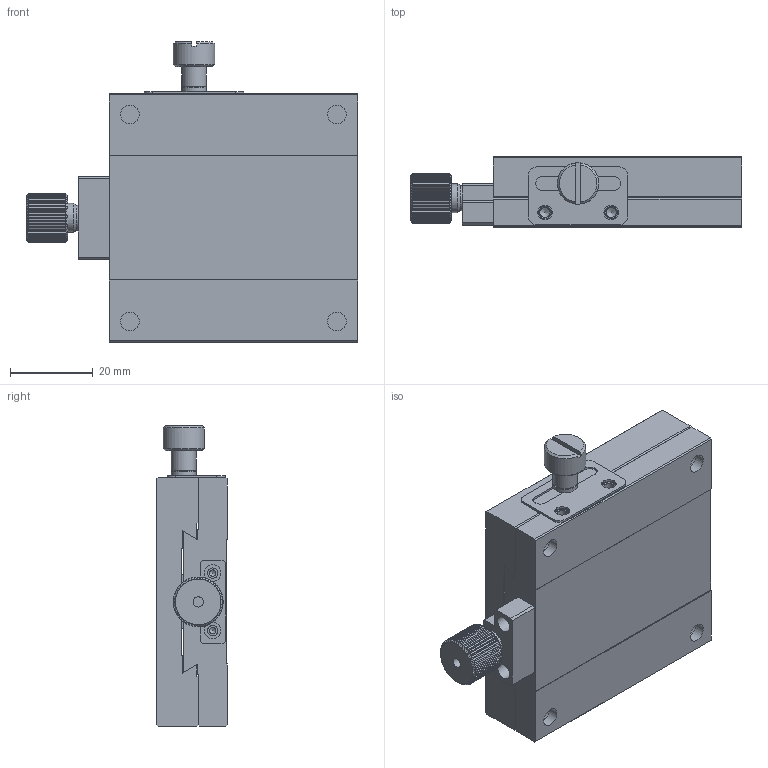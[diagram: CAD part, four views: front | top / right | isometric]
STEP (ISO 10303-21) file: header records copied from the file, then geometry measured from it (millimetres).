
FILE_DESCRIPTION (( 'STEP AP203' ), '1' );
FILE_NAME ('528761.STEP', '2024-10-15T01:21:56', ( 'Windows User' ), ( 'P R C' ), 'SwSTEP 2.0', 'SolidWorks 2020', '' );
FILE_SCHEMA (( 'CONFIG_CONTROL_DESIGN' ));
Length unit declared in the file: millimetre
Products named in the file (1): 528761
Bounding box: 80 x 17 x 72.5 mm (x, y, z)
Volume: 58503.6 mm3; surface area: 25575.4 mm2
Topology: 3 solids, 4 shells, 505 faces, 1168 edges, 701 vertices
Faces by surface type: plane 223, cone 157, cylinder 124, bspline 1
Full cylindrical faces by diameter (mm): 1.567 x6, 2.013 x1, 2.459 x11, 2.5 x7, 3 x2, 3.2 x1, 3.242 x9, 3.5 x2, 4 x7, 4.5 x4, 5 x1, 6 x4, 7 x1, 8 x4, 10 x1
Entity records: 13553 total; most frequent: CARTESIAN_POINT 2916, DIRECTION 2179, ORIENTED_EDGE 2038, EDGE_CURVE 1019, AXIS2_PLACEMENT_3D 889, EDGE_LOOP 673, VERTEX_POINT 662, FACE_OUTER_BOUND 566
